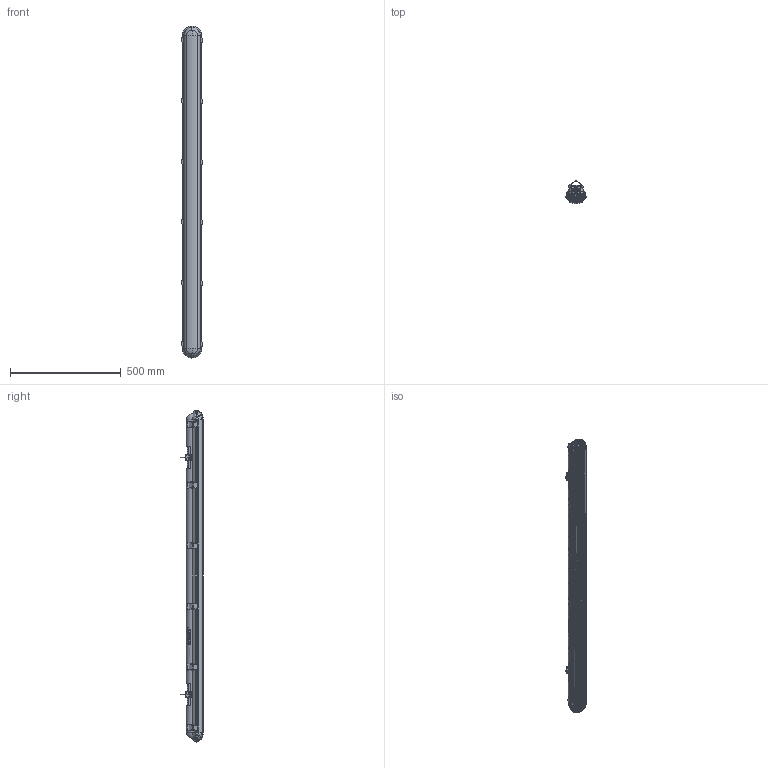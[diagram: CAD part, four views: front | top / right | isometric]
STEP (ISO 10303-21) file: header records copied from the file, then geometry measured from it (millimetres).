
FILE_DESCRIPTION (( 'STEP AP214' ), '1' );
FILE_NAME ('PRACHT_LUNA BL_3D_1500mm.STEP', '2023-02-14T06:39:30', ( '' ), ( '' ), 'SwSTEP 2.0', 'SolidWorks 2022', '' );
FILE_SCHEMA (( 'AUTOMOTIVE_DESIGN' ));
Length unit declared in the file: millimetre
Products named in the file (12): WL0101_001000_Baugruppe_Wannenclip; WL0101_000010_Wanne 5ft; WL0101_001002_Wannenclip_Achse; WL0101_000007_Würgestopfen LUNA BL; WL0101_001004_Wannenclip_LUNA BL; WL0101_000011_Träger 5ft; WL0101_000005_Pendelaufhängung LUNA BL; WL0101_000009_Dichtung LUNA BL 5ft; WL0101_000008_Gehäuse 5ft; WL0101_001003_Wannenclip_Mittelstück; PRACHT_LUNA BL_3D_1500mm; WL0101_000004_Befestigungsklammer LUNA BL
Assembly tree (25 placements, depth 3):
  PRACHT_LUNA BL_3D_1500mm
    WL0101_000008_Gehäuse 5ft
    WL0101_000010_Wanne 5ft
    WL0101_000011_Träger 5ft
    WL0101_000004_Befestigungsklammer LUNA BL  x2
    WL0101_000005_Pendelaufhängung LUNA BL  x2
    WL0101_000007_Würgestopfen LUNA BL  x2
    WL0101_001000_Baugruppe_Wannenclip  x12
      WL0101_001004_Wannenclip_LUNA BL
      WL0101_001002_Wannenclip_Achse
      WL0101_001003_Wannenclip_Mittelstück
    WL0101_000009_Dichtung LUNA BL 5ft
Bounding box: 90.41 x 102.41 x 1500.6 mm (x, y, z)
Volume: 1094659.1 mm3; surface area: 1338314 mm2
Topology: 46 solids, 46 shells, 6322 faces, 16526 edges, 10377 vertices
Faces by surface type: plane 2510, cylinder 2323, torus 709, bspline 519, cone 231, sphere 30
Entity records: 181862 total; most frequent: CARTESIAN_POINT 74880, ORIENTED_EDGE 24484, DIRECTION 16793, EDGE_CURVE 12242, VERTEX_POINT 7797, AXIS2_PLACEMENT_3D 5853, LINE 5087, VECTOR 5087
